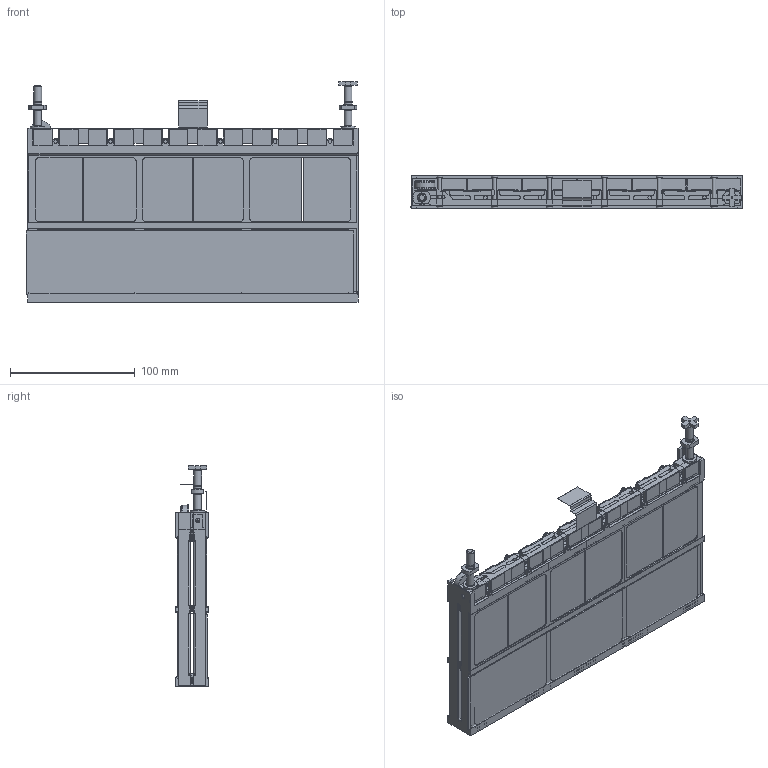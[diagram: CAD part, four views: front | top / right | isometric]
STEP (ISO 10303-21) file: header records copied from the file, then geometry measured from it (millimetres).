
FILE_DESCRIPTION(/* description */ (''),/* implementation_level */ '2;1');
FILE_NAME(/* name */ '019992_A_1-Cell_Stack_ct5.stp',/* time_stamp */ '2023-02-04T14:17:20+01:00',/* author */ (''),/* organization */ (''),/* preprocessor_version */ 'ST-DEVELOPER v18.102',/* originating_system */ 'SIEMENS PLM Software NX2206.1700',/* authorisation */ '');
FILE_SCHEMA (('AP203_CONFIGURATION_CONTROLLED_3D_DESIGN_OF_MECHANICAL_PARTS_AND_ASSEMBLIES_MIM_LF { 1 0 10303 403 2 1 2}'));
Length unit declared in the file: millimetre
Products named in the file (13): 019979_A_1-DefaultName; 019976_A_1-DefaultName; 019977_A_1-DefaultName; 019982_A_1-DefaultName; 019980_A_1-DefaultName; 019981_A_1-DefaultName; 019975_A_1-DefaultName; 000339_A_1-iButton_FSG_Cell_Tempsensor; 000323_A_1-Flex_CSC_3; 021091_A_1-plus_sign; 019978_A_1-DefaultName; 019974_A_1-DefaultName; 019992_A_1-Cell_Stack_ct5
Assembly tree (29 placements, depth 4):
  019992_A_1-Cell_Stack_ct5
    019974_A_1-DefaultName
      019975_A_1-DefaultName
      019981_A_1-DefaultName  x12
      019980_A_1-DefaultName
      019982_A_1-DefaultName
      019978_A_1-DefaultName  x2
        019979_A_1-DefaultName
      019977_A_1-DefaultName  x6
      019976_A_1-DefaultName
    021091_A_1-plus_sign
    000323_A_1-Flex_CSC_3
    000339_A_1-iButton_FSG_Cell_Tempsensor
Bounding box: 266.39 x 26.4 x 176.92 mm (x, y, z)
Volume: 667664.9 mm3; surface area: 328052.5 mm2
Topology: 57 solids, 57 shells, 1381 faces, 3725 edges, 2442 vertices
Faces by surface type: plane 1020, cylinder 268, torus 31, bspline 26, extrusion 21, cone 15
Full cylindrical faces by diameter (mm): 1.525 x1, 3 x23, 3.7 x4, 4.134 x1, 5 x4, 6 x2, 6.35 x4, 6.45 x2, 7.825 x1, 11.7 x2, 15.39 x1, 16.25 x1, 17.35 x1
Entity records: 41813 total; most frequent: CARTESIAN_POINT 9306, ORIENTED_EDGE 6454, DIRECTION 5889, EDGE_CURVE 3227, VECTOR 2557, LINE 2536, VERTEX_POINT 2128, AXIS2_PLACEMENT_3D 1666
